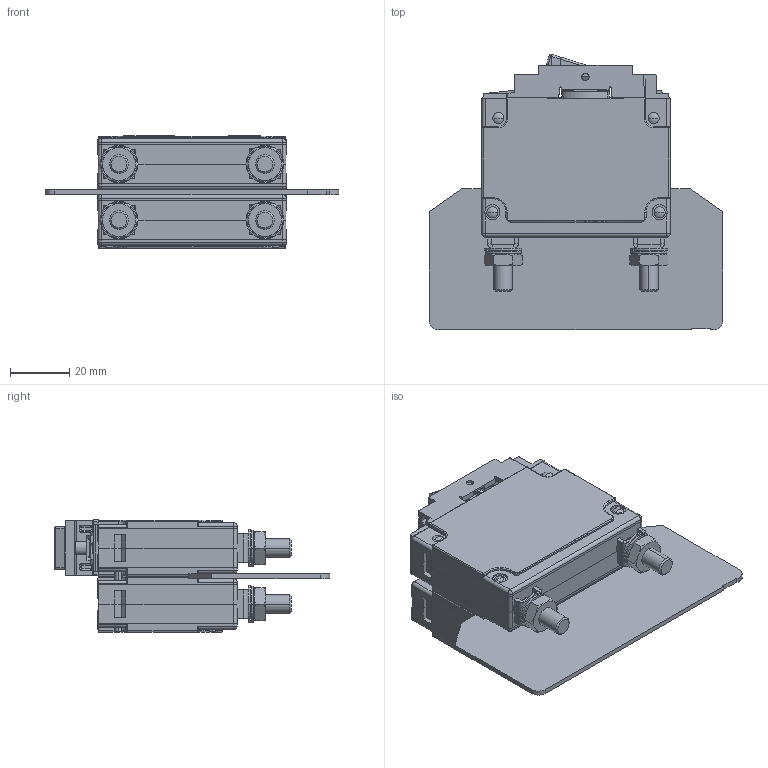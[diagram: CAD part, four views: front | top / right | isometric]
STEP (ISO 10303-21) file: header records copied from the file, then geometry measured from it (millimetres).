
FILE_DESCRIPTION((''),'2;1');
FILE_NAME('C12_STUD_LIST','2012-01-25T',('danboyden'),(''),'PRO/ENGINEER BY PARAMETRIC TECHNOLOGY CORPORATION, 2010280','PRO/ENGINEER BY PARAMETRIC TECHNOLOGY CORPORATION, 2010280','');
FILE_SCHEMA(('CONFIG_CONTROL_DESIGN'));
Products named in the file (1): C12_STUD_LIST
Bounding box: 99.06 x 92.95 x 37.85 mm (x, y, z)
Volume: 62792.5 mm3; surface area: 57881.4 mm2
Topology: 2 solids, 2 shells, 5675 faces, 15864 edges, 10254 vertices
Faces by surface type: plane 4233, cylinder 745, bspline 211, cone 198, extrusion 198, torus 48, sphere 42
Entity records: 193531 total; most frequent: CARTESIAN_POINT 50192, ORIENTED_EDGE 31696, DIRECTION 26381, EDGE_CURVE 15848, VECTOR 13173, LINE 12975, VERTEX_POINT 10254, AXIS2_PLACEMENT_3D 6604
